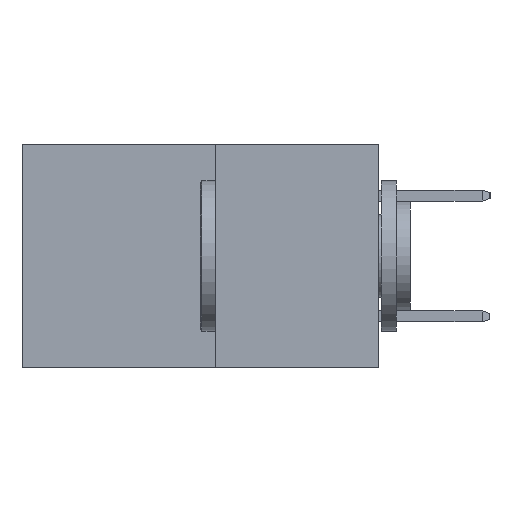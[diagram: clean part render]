
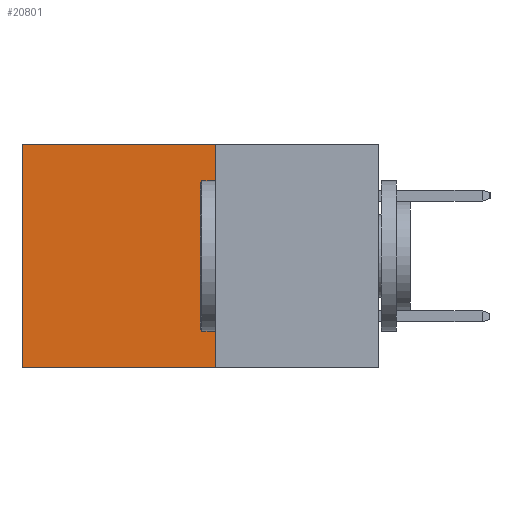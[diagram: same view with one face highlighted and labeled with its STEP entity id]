
A CAD part, left-side view. The second image highlights one B-rep face of the part: STEP entity #20801.
In plain terms, the highlighted planar face has unit normal (-1, 0, 0).
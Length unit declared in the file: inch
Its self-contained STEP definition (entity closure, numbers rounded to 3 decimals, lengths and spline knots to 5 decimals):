
#1452 = DIRECTION ( 'NONE',  ( 0., 0., -1. ) ) ;
#1535 = DIRECTION ( 'NONE',  ( 0., 0., -1. ) ) ;
#1564 = CARTESIAN_POINT ( 'NONE',  ( 0.277, 0.27, 0. ) ) ;
#3542 = VECTOR ( 'NONE', #1535, 39.37008 ) ;
#3813 = LINE ( 'NONE', #19254, #12736 ) ;
#4501 = PLANE ( 'NONE',  #14474 ) ;
#4560 = VERTEX_POINT ( 'NONE', #7418 ) ;
#5240 = CARTESIAN_POINT ( 'NONE',  ( 0.277, 0.27, -0.37 ) ) ;
#5462 = FACE_OUTER_BOUND ( 'NONE', #12852, .T. ) ;
#6344 = ORIENTED_EDGE ( 'NONE', *, *, #9161, .T. ) ;
#6532 = LINE ( 'NONE', #12323, #19867 ) ;
#7418 = CARTESIAN_POINT ( 'NONE',  ( 0.277, 0.59, -0.37 ) ) ;
#7760 = CARTESIAN_POINT ( 'NONE',  ( 0.277, 0.59, 0. ) ) ;
#8147 = VECTOR ( 'NONE', #1452, 39.37008 ) ;
#8199 = DIRECTION ( 'NONE',  ( 0., 0., -1. ) ) ;
#8277 = EDGE_CURVE ( 'NONE', #17390, #4560, #6532, .T. ) ;
#8749 = CARTESIAN_POINT ( 'NONE',  ( 0.277, 0.27, -0.37 ) ) ;
#9161 = EDGE_CURVE ( 'NONE', #16816, #4560, #11963, .T. ) ;
#10035 = EDGE_CURVE ( 'NONE', #21958, #16816, #3813, .T. ) ;
#11731 = ORIENTED_EDGE ( 'NONE', *, *, #8277, .F. ) ;
#11963 = LINE ( 'NONE', #19352, #3542 ) ;
#12323 = CARTESIAN_POINT ( 'NONE',  ( 0.277, 0.27, -0.37 ) ) ;
#12736 = VECTOR ( 'NONE', #19326, 39.37008 ) ;
#12742 = LINE ( 'NONE', #8749, #8147 ) ;
#12852 = EDGE_LOOP ( 'NONE', ( #6344, #11731, #21003, #17324 ) ) ;
#14474 = AXIS2_PLACEMENT_3D ( 'NONE', #16818, #18578, #8199 ) ;
#16462 = EDGE_CURVE ( 'NONE', #21958, #17390, #12742, .T. ) ;
#16816 = VERTEX_POINT ( 'NONE', #7760 ) ;
#16818 = CARTESIAN_POINT ( 'NONE',  ( 0.277, 0.27, -0.37 ) ) ;
#17324 = ORIENTED_EDGE ( 'NONE', *, *, #10035, .T. ) ;
#17390 = VERTEX_POINT ( 'NONE', #5240 ) ;
#18578 = DIRECTION ( 'NONE',  ( 1., 0., 0. ) ) ;
#19254 = CARTESIAN_POINT ( 'NONE',  ( 0.277, 0.27, 0. ) ) ;
#19326 = DIRECTION ( 'NONE',  ( 0., 1., 0. ) ) ;
#19352 = CARTESIAN_POINT ( 'NONE',  ( 0.277, 0.59, -0.37 ) ) ;
#19867 = VECTOR ( 'NONE', #22784, 39.37008 ) ;
#20801 = ADVANCED_FACE ( 'NONE', ( #5462 ), #4501, .F. ) ;
#21003 = ORIENTED_EDGE ( 'NONE', *, *, #16462, .F. ) ;
#21958 = VERTEX_POINT ( 'NONE', #1564 ) ;
#22784 = DIRECTION ( 'NONE',  ( 0., 1., 0. ) ) ;
